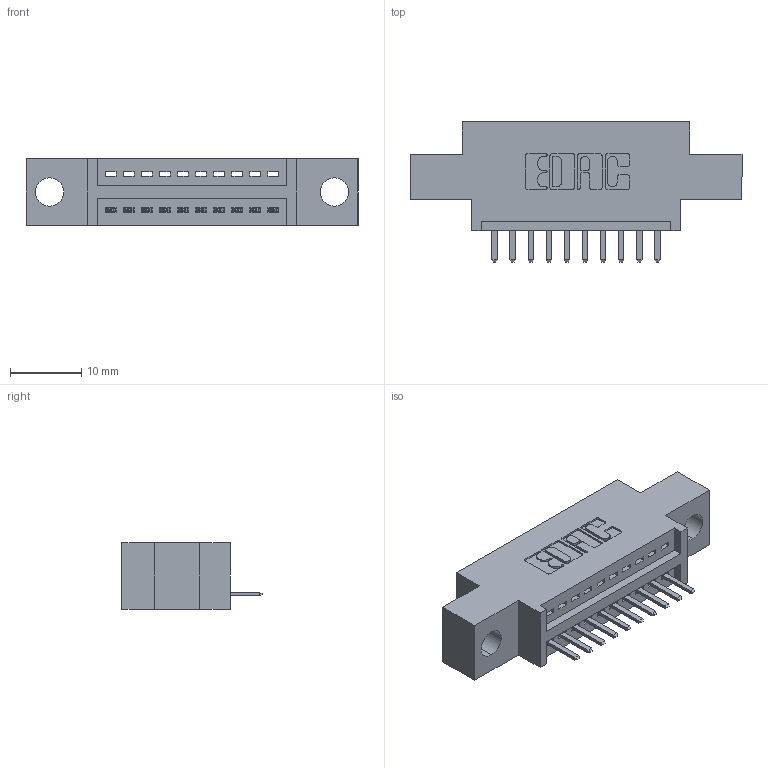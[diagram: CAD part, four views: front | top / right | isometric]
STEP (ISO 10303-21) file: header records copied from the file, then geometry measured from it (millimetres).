
FILE_DESCRIPTION (( 'STEP AP203' ), '1' );
FILE_NAME ('395-010-520-604.STEP', '2021-05-31T14:14:37', ( '' ), ( '' ), 'SwSTEP 2.0', 'SolidWorks 2020', '' );
FILE_SCHEMA (( 'CONFIG_CONTROL_DESIGN' ));
Length unit declared in the file: inch
Products named in the file (3): 345-292-001_345-293-120; 345 Part_0.170 Offset - 0.156 Dia-TI; 395-010-520-604
Assembly tree (11 placements, depth 2):
  395-010-520-604
    345 Part_0.170 Offset - 0.156 Dia-TI
    345-292-001_345-293-120  x10
Bounding box: 46.61 x 19.68 x 9.4 mm (x, y, z)
Volume: 3916.7 mm3; surface area: 4645 mm2
Topology: 11 solids, 11 shells, 764 faces, 2229 edges, 1458 vertices
Faces by surface type: plane 518, cylinder 246
Entity records: 12499 total; most frequent: CARTESIAN_POINT 2188, ORIENTED_EDGE 2118, DIRECTION 1943, EDGE_CURVE 1059, VECTOR 883, LINE 883, VERTEX_POINT 702, AXIS2_PLACEMENT_3D 530
